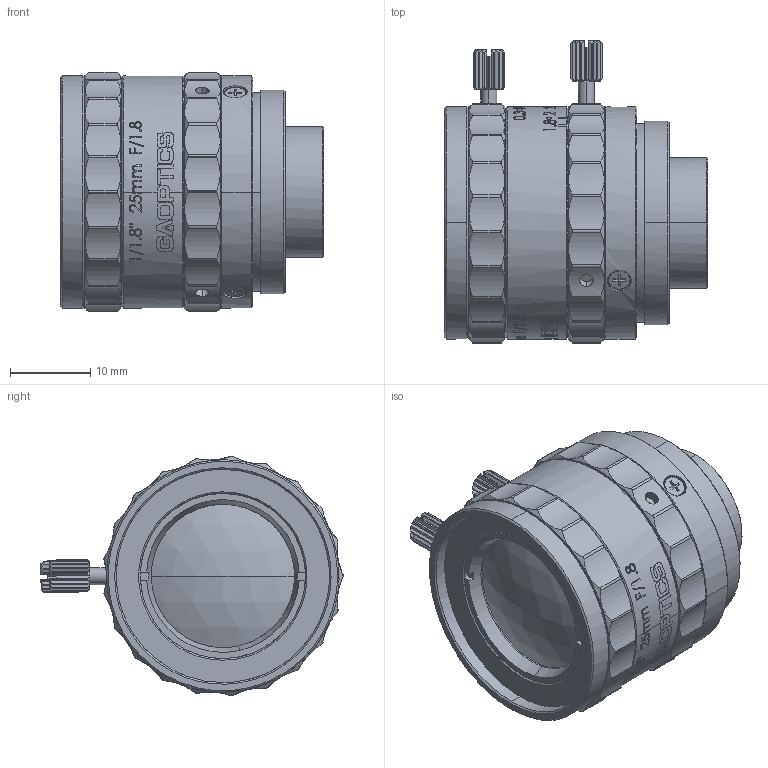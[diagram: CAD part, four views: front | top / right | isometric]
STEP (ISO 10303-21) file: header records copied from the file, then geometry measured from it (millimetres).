
FILE_DESCRIPTION (( 'STEP AP203' ), '1' );
FILE_NAME ('600040.STEP', '2021-08-06T07:22:01', ( '' ), ( '' ), 'SwSTEP 2.0', 'SolidWorks 2020', '' );
FILE_SCHEMA (( 'CONFIG_CONTROL_DESIGN' ));
Length unit declared in the file: millimetre
Products named in the file (1): 600040
Bounding box: 32.82 x 37.71 x 29.92 mm (x, y, z)
Surface area: 14766.4 mm2 (no closed solid volume)
Topology: 0 solids, 21 shells, 1177 faces, 3596 edges, 2564 vertices
Faces by surface type: cylinder 416, plane 385, cone 280, bspline 68, torus 22, sphere 6
Full cylindrical faces by diameter (mm): 3 x3
Entity records: 55458 total; most frequent: CARTESIAN_POINT 27332, ORIENTED_EDGE 7180, DIRECTION 3920, EDGE_CURVE 3590, VERTEX_POINT 2564, B_SPLINE_CURVE_WITH_KNOTS 2303, AXIS2_PLACEMENT_3D 1618, EDGE_LOOP 1338
